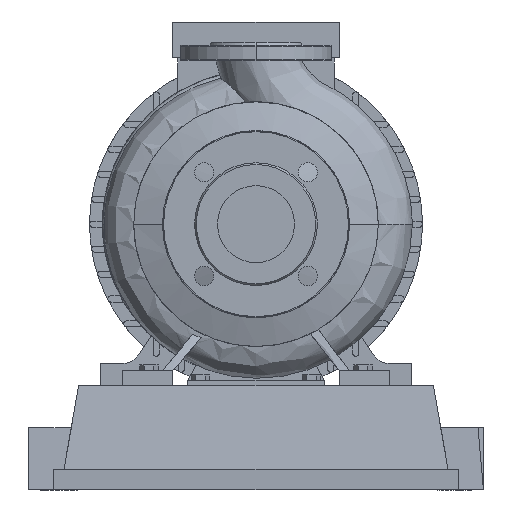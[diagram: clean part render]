
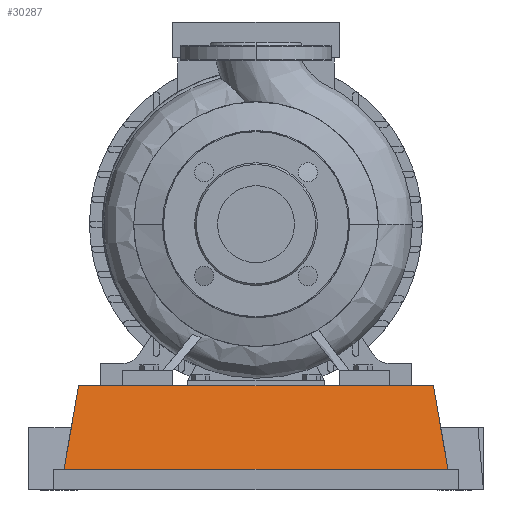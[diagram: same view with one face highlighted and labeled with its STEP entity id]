
A CAD part, left-side view. The second image highlights one B-rep face of the part: STEP entity #30287.
In plain terms, the highlighted planar face has unit normal (-0.985, 0, 0.174).
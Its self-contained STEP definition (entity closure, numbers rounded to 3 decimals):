
#28172=CARTESIAN_POINT('',(-65.,-190.,20.6));
#28173=VERTEX_POINT('',#28172);
#28180=CARTESIAN_POINT('',(-65.,190.0,20.6));
#28181=VERTEX_POINT('',#28180);
#28182=CARTESIAN_POINT('',(-65.,-190.,20.6));
#28183=DIRECTION('',(0.0,1.0,0.0));
#28184=VECTOR('',#28183,380.0);
#28185=LINE('',#28182,#28184);
#28186=EDGE_CURVE('',#28173,#28181,#28185,.T.);
#30021=CARTESIAN_POINT('',(-50.471,-175.471,103.0));
#30022=VERTEX_POINT('',#30021);
#30029=CARTESIAN_POINT('',(-65.,-190.,20.6));
#30030=DIRECTION('',(0.171,0.171,0.97));
#30031=VECTOR('',#30030,84.923);
#30032=LINE('',#30029,#30031);
#30033=EDGE_CURVE('',#28173,#30022,#30032,.T.);
#30264=CARTESIAN_POINT('',(-65.,-190.,20.6));
#30265=DIRECTION('',(-0.985,0.,0.174));
#30266=DIRECTION('',(0.0,-1.0,0.0));
#30267=AXIS2_PLACEMENT_3D('',#30264,#30265,#30266);
#30268=PLANE('',#30267);
#30269=CARTESIAN_POINT('',(-50.471,175.471,103.0));
#30270=VERTEX_POINT('',#30269);
#30271=CARTESIAN_POINT('',(-50.471,-175.471,103.0));
#30272=DIRECTION('',(0.0,1.0,0.0));
#30273=VECTOR('',#30272,350.941);
#30274=LINE('',#30271,#30273);
#30275=EDGE_CURVE('',#30022,#30270,#30274,.T.);
#30276=ORIENTED_EDGE('',*,*,#30275,.T.);
#30277=CARTESIAN_POINT('',(-65.,190.0,20.6));
#30278=DIRECTION('',(0.171,-0.171,0.97));
#30279=VECTOR('',#30278,84.923);
#30280=LINE('',#30277,#30279);
#30281=EDGE_CURVE('',#28181,#30270,#30280,.T.);
#30282=ORIENTED_EDGE('',*,*,#30281,.F.);
#30283=ORIENTED_EDGE('',*,*,#28186,.F.);
#30284=ORIENTED_EDGE('',*,*,#30033,.T.);
#30285=EDGE_LOOP('',(#30276,#30282,#30283,#30284));
#30286=FACE_OUTER_BOUND('',#30285,.T.);
#30287=ADVANCED_FACE('',(#30286),#30268,.T.);
